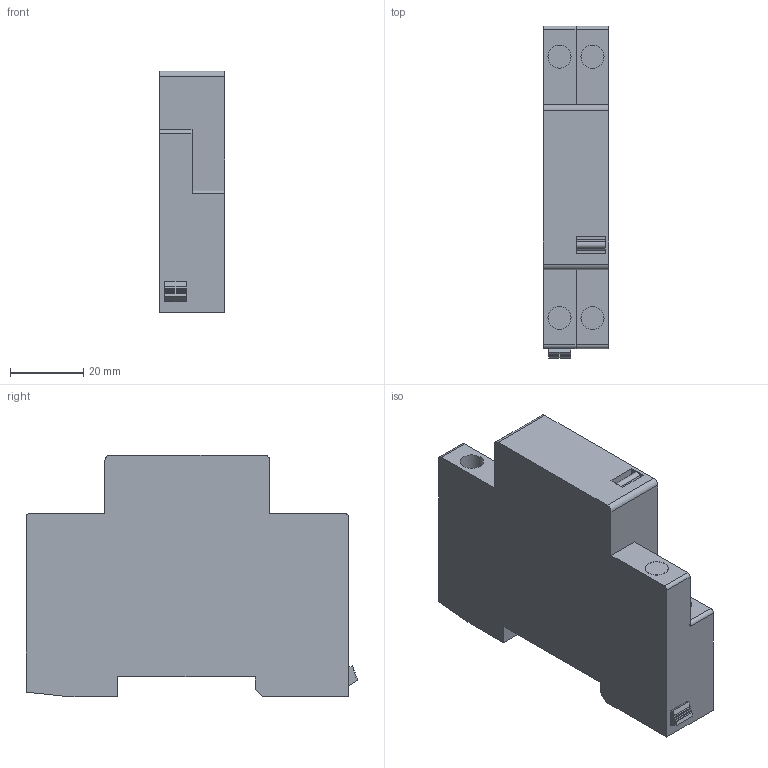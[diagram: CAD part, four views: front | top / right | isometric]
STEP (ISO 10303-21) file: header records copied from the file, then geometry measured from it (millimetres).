
FILE_DESCRIPTION (( 'STEP AP214' ), '1' );
FILE_NAME ('Ðàñöåïèòåëü ìèíèìàëüíîãî íàïðÿæåíèÿ ÐÌ32 Ue 230Â ÈÝÊ.STEP', '2017-12-25T07:59:50', ( '' ), ( '' ), 'SwSTEP 2.0', 'SolidWorks 2014', '' );
FILE_SCHEMA (( 'AUTOMOTIVE_DESIGN' ));
Length unit declared in the file: millimetre
Products named in the file (1): Ðàñöåïèòåëü ìèíèìàëüíîãî íàïðÿæåíèÿ ÐÌ32 Ue 230Â ÈÝÊ
Bounding box: 18 x 90.5 x 66 mm (x, y, z)
Volume: 80580.3 mm3; surface area: 16405.6 mm2
Topology: 1 solids, 1 shells, 76 faces, 206 edges, 138 vertices
Faces by surface type: plane 65, cylinder 11
Full cylindrical faces by diameter (mm): 6.3 x4
Entity records: 2376 total; most frequent: CARTESIAN_POINT 413, ORIENTED_EDGE 400, DIRECTION 376, EDGE_CURVE 200, VECTOR 178, LINE 178, VERTEX_POINT 136, AXIS2_PLACEMENT_3D 99
